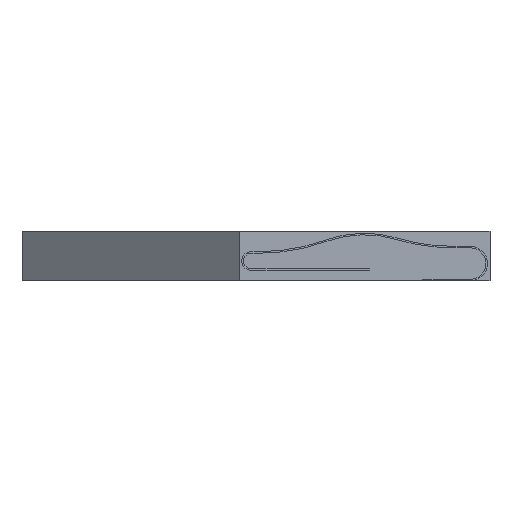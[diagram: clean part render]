
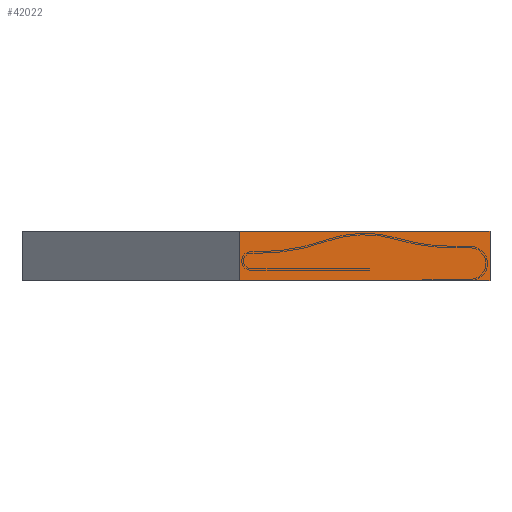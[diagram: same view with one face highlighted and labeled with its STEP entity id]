
A CAD part, left-side view. The second image highlights one B-rep face of the part: STEP entity #42022.
In plain terms, the highlighted face is planar.
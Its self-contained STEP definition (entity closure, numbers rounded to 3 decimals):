
#3891=ORIENTED_EDGE('',*,*,#17255,.F.);
#3892=ORIENTED_EDGE('',*,*,#17265,.F.);
#3893=ORIENTED_EDGE('',*,*,#17262,.F.);
#3894=ORIENTED_EDGE('',*,*,#17259,.F.);
#17255=EDGE_CURVE('',#23947,#23948,#28067,.T.);
#17259=EDGE_CURVE('',#23948,#23951,#28071,.T.);
#17262=EDGE_CURVE('',#23951,#23953,#28074,.T.);
#17265=EDGE_CURVE('',#23953,#23947,#28077,.T.);
#23947=VERTEX_POINT('',#63156);
#23948=VERTEX_POINT('',#63157);
#23951=VERTEX_POINT('',#63165);
#23953=VERTEX_POINT('',#63171);
#28067=LINE('',#63155,#32199);
#28071=LINE('',#63164,#32203);
#28074=LINE('',#63170,#32206);
#28077=LINE('',#63176,#32209);
#32199=VECTOR('',#49255,1000.);
#32203=VECTOR('',#49261,1000.);
#32206=VECTOR('',#49266,1000.);
#32209=VECTOR('',#49271,1000.);
#36336=EDGE_LOOP('',(#3891,#3892,#3893,#3894));
#38658=FACE_BOUND('',#36336,.T.);
#40980=PLANE('',#44372);
#42022=ADVANCED_FACE('',(#38658),#40980,.F.);
#44372=AXIS2_PLACEMENT_3D('',#63179,#49275,#49276);
#49255=DIRECTION('',(0.,0.,-1.));
#49261=DIRECTION('',(1.,0.,0.));
#49266=DIRECTION('',(0.,0.,1.));
#49271=DIRECTION('',(-1.,0.,0.));
#49275=DIRECTION('',(0.,-1.,0.));
#49276=DIRECTION('',(0.,0.,-1.));
#63155=CARTESIAN_POINT('',(-1.15,203.92,5.8));
#63156=CARTESIAN_POINT('',(-1.15,203.92,5.8));
#63157=CARTESIAN_POINT('',(-1.15,203.92,-5.8));
#63164=CARTESIAN_POINT('',(-1.15,203.92,-5.8));
#63165=CARTESIAN_POINT('',(1.15,203.92,-5.8));
#63170=CARTESIAN_POINT('',(1.15,203.92,-5.8));
#63171=CARTESIAN_POINT('',(1.15,203.92,5.8));
#63176=CARTESIAN_POINT('',(1.15,203.92,5.8));
#63179=CARTESIAN_POINT('',(0.,203.92,0.));
